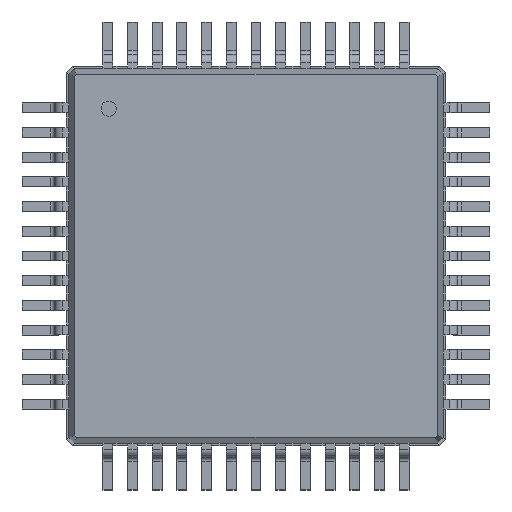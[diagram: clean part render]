
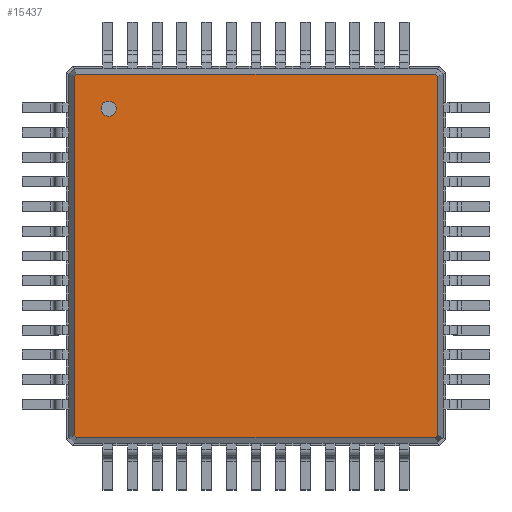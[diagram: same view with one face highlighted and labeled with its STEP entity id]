
A CAD part, top view. The second image highlights one B-rep face of the part: STEP entity #15437.
In plain terms, the highlighted planar face has unit normal (0, 0, 1).
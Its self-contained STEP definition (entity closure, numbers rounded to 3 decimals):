
#13=DIRECTION('',(0.,0.,1.));
#27=VECTOR('',#28,1.);
#28=DIRECTION('',(1.,0.,0.));
#34=VECTOR('',#35,1.);
#35=DIRECTION('',(0.,-1.,0.));
#118=VECTOR('',#119,1.);
#119=DIRECTION('',(0.707,-0.707,0.));
#130=VECTOR('',#131,1.);
#131=DIRECTION('',(-0.707,-0.707,0.));
#137=VECTOR('',#138,1.);
#138=DIRECTION('',(-1.,0.,0.));
#144=VECTOR('',#145,1.);
#145=DIRECTION('',(-0.707,0.707,0.));
#151=VECTOR('',#152,1.);
#152=DIRECTION('',(0.,1.,0.));
#156=VECTOR('',#157,1.);
#157=DIRECTION('',(0.707,0.707,0.));
#10583=VERTEX_POINT('',#10584);
#10584=CARTESIAN_POINT('',(4.713,4.776,1.6));
#10586=ORIENTED_EDGE('',*,*,#10587,.F.);
#10587=EDGE_CURVE('',#10588,#10583,#10590,.T.);
#10588=VERTEX_POINT('',#10589);
#10589=CARTESIAN_POINT('',(-4.713,4.776,1.6));
#10590=LINE('',#10589,#27);
#11758=ORIENTED_EDGE('',*,*,#11759,.F.);
#11759=EDGE_CURVE('',#11760,#10588,#11762,.T.);
#11760=VERTEX_POINT('',#11761);
#11761=CARTESIAN_POINT('',(-4.776,4.713,1.6));
#11762=LINE('',#11761,#156);
#11773=VERTEX_POINT('',#11774);
#11774=CARTESIAN_POINT('',(4.776,4.713,1.6));
#11776=ORIENTED_EDGE('',*,*,#11777,.F.);
#11777=EDGE_CURVE('',#10583,#11773,#11778,.T.);
#11778=LINE('',#10584,#118);
#11825=ORIENTED_EDGE('',*,*,#11826,.F.);
#11826=EDGE_CURVE('',#11827,#11760,#11829,.T.);
#11827=VERTEX_POINT('',#11828);
#11828=CARTESIAN_POINT('',(-4.776,-4.713,1.6));
#11829=LINE('',#11828,#151);
#13037=VERTEX_POINT('',#13038);
#13038=CARTESIAN_POINT('',(4.776,-4.713,1.6));
#13040=ORIENTED_EDGE('',*,*,#13041,.F.);
#13041=EDGE_CURVE('',#11773,#13037,#13042,.T.);
#13042=LINE('',#11774,#34);
#14207=ORIENTED_EDGE('',*,*,#14208,.F.);
#14208=EDGE_CURVE('',#14209,#11827,#14211,.T.);
#14209=VERTEX_POINT('',#14210);
#14210=CARTESIAN_POINT('',(-4.713,-4.776,1.6));
#14211=LINE('',#14210,#144);
#14222=VERTEX_POINT('',#14223);
#14223=CARTESIAN_POINT('',(4.713,-4.776,1.6));
#14225=ORIENTED_EDGE('',*,*,#14226,.F.);
#14226=EDGE_CURVE('',#13037,#14222,#14227,.T.);
#14227=LINE('',#13038,#130);
#14274=ORIENTED_EDGE('',*,*,#14275,.F.);
#14275=EDGE_CURVE('',#14222,#14209,#14276,.T.);
#14276=LINE('',#14223,#137);
#15437=ADVANCED_FACE('',(#15438,#15440),#15449,.T.);
#15438=FACE_BOUND('',#15439,.T.);
#15439=EDGE_LOOP('',(#10586,#11758,#11825,#14207,#14274,#14225,#13040,#11776));
#15440=FACE_BOUND('',#15441,.T.);
#15441=EDGE_LOOP('',(#15442));
#15442=ORIENTED_EDGE('',*,*,#15443,.F.);
#15443=EDGE_CURVE('',#15444,#15444,#15446,.T.);
#15444=VERTEX_POINT('',#15445);
#15445=CARTESIAN_POINT('',(-3.876,3.676,1.6));
#15446=CIRCLE('',#15447,0.2);
#15447=AXIS2_PLACEMENT_3D('',#15448,#13,#35);
#15448=CARTESIAN_POINT('',(-3.876,3.876,1.6));
#15449=PLANE('',#15450);
#15450=AXIS2_PLACEMENT_3D('',#10589,#13,#15451);
#15451=DIRECTION('',(0.702,-0.712,0.));
